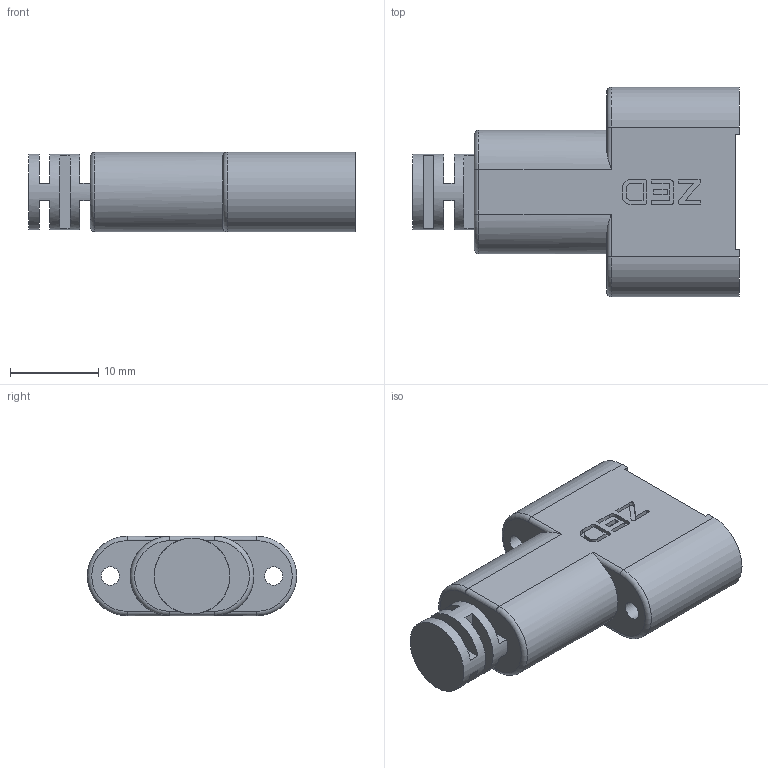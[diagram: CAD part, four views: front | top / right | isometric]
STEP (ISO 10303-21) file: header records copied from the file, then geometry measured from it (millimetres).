
FILE_DESCRIPTION(/* description */ (''),/* implementation_level */ '2;1');
FILE_NAME(/* name */ 'Mold_v2_0.step',/* time_stamp */ '2020-07-30T14:33:20+02:00',/* author */ (''),/* organization */ (''),/* preprocessor_version */ 'ST-DEVELOPER v18.1',/* originating_system */ 'Autodesk Translation Framework v9.3.0.1241',/* authorisation */ '');
FILE_SCHEMA (('AUTOMOTIVE_DESIGN { 1 0 10303 214 3 1 1 }'));
Length unit declared in the file: millimetre
Products named in the file (1): Mold_v2
Bounding box: 37 x 23.7 x 9 mm (x, y, z)
Volume: 4622.8 mm3; surface area: 2479.3 mm2
Topology: 1 solids, 1 shells, 152 faces, 395 edges, 261 vertices
Faces by surface type: plane 67, bspline 66, cylinder 15, torus 4
Full cylindrical faces by diameter (mm): 2.075 x2, 2.7 x2, 8.6 x1
Entity records: 6179 total; most frequent: CARTESIAN_POINT 2623, ORIENTED_EDGE 790, DIRECTION 637, EDGE_CURVE 395, VERTEX_POINT 261, LINE 215, VECTOR 215, AXIS2_PLACEMENT_3D 211
